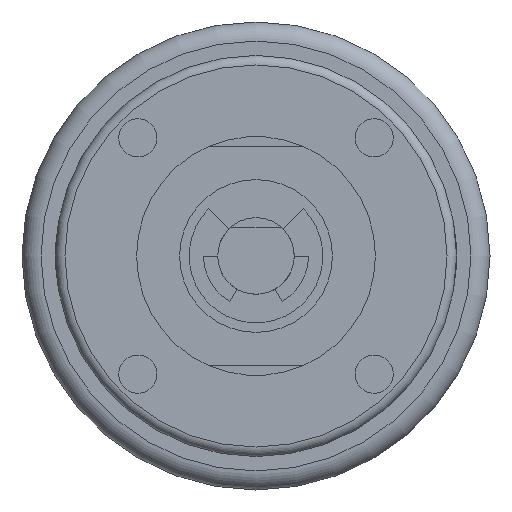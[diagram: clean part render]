
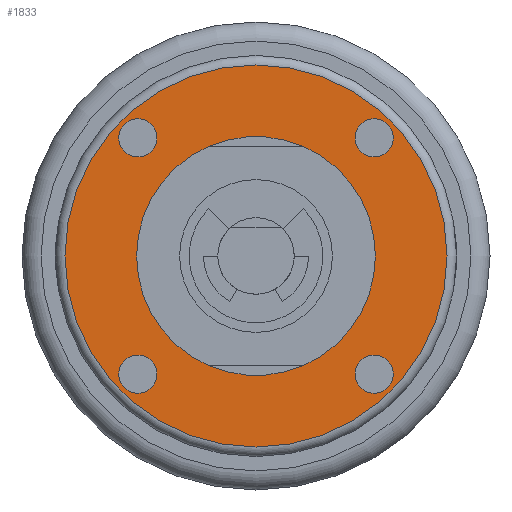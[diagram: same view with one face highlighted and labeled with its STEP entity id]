
A CAD part, front view. The second image highlights one B-rep face of the part: STEP entity #1833.
In plain terms, the highlighted planar face has unit normal (0, -1, 0).
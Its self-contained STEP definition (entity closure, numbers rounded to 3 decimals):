
#1707=CARTESIAN_POINT('',(-20.0,0.0,0.));
#1708=VERTEX_POINT('',#1707);
#1709=CARTESIAN_POINT('',(0.0,0.0,0.0));
#1710=DIRECTION('',(0.0,1.0,0.0));
#1711=DIRECTION('',(1.0,0.0,0.0));
#1712=AXIS2_PLACEMENT_3D('',#1709,#1710,#1711);
#1713=CIRCLE('',#1712,20.0);
#1714=EDGE_CURVE('',#1708,#1708,#1713,.T.);
#1743=CARTESIAN_POINT('',(0.0,0.0,0.0));
#1744=DIRECTION('',(0.0,-1.0,0.0));
#1745=DIRECTION('',(0.0,0.0,-1.0));
#1746=AXIS2_PLACEMENT_3D('',#1743,#1744,#1745);
#1747=PLANE('',#1746);
#1748=ORIENTED_EDGE('',*,*,#1714,.F.);
#1749=EDGE_LOOP('',(#1748));
#1750=FACE_OUTER_BOUND('',#1749,.T.);
#1751=CARTESIAN_POINT('',(4.899,0.0,11.5));
#1752=VERTEX_POINT('',#1751);
#1753=CARTESIAN_POINT('',(4.899,0.0,-11.5));
#1754=VERTEX_POINT('',#1753);
#1755=CARTESIAN_POINT('',(0.0,0.0,0.0));
#1756=DIRECTION('',(0.0,1.0,0.0));
#1757=DIRECTION('',(-1.0,0.0,0.0));
#1758=AXIS2_PLACEMENT_3D('',#1755,#1756,#1757);
#1759=CIRCLE('',#1758,12.5);
#1760=EDGE_CURVE('',#1752,#1754,#1759,.T.);
#1761=ORIENTED_EDGE('',*,*,#1760,.T.);
#1762=CARTESIAN_POINT('',(-4.899,0.0,-11.5));
#1763=VERTEX_POINT('',#1762);
#1764=CARTESIAN_POINT('',(0.0,0.0,0.0));
#1765=DIRECTION('',(0.0,1.0,0.0));
#1766=DIRECTION('',(-1.0,0.0,0.0));
#1767=AXIS2_PLACEMENT_3D('',#1764,#1765,#1766);
#1768=CIRCLE('',#1767,12.5);
#1769=EDGE_CURVE('',#1754,#1763,#1768,.T.);
#1770=ORIENTED_EDGE('',*,*,#1769,.T.);
#1771=CARTESIAN_POINT('',(-4.899,0.0,11.5));
#1772=VERTEX_POINT('',#1771);
#1773=CARTESIAN_POINT('',(0.0,0.0,0.0));
#1774=DIRECTION('',(0.0,1.0,0.0));
#1775=DIRECTION('',(-1.0,0.0,0.0));
#1776=AXIS2_PLACEMENT_3D('',#1773,#1774,#1775);
#1777=CIRCLE('',#1776,12.5);
#1778=EDGE_CURVE('',#1763,#1772,#1777,.T.);
#1779=ORIENTED_EDGE('',*,*,#1778,.T.);
#1780=CARTESIAN_POINT('',(0.0,0.0,0.0));
#1781=DIRECTION('',(0.0,1.0,0.0));
#1782=DIRECTION('',(-1.0,0.0,0.0));
#1783=AXIS2_PLACEMENT_3D('',#1780,#1781,#1782);
#1784=CIRCLE('',#1783,12.5);
#1785=EDGE_CURVE('',#1772,#1752,#1784,.T.);
#1786=ORIENTED_EDGE('',*,*,#1785,.T.);
#1787=EDGE_LOOP('',(#1761,#1770,#1779,#1786));
#1788=FACE_BOUND('',#1787,.T.);
#1789=CARTESIAN_POINT('',(-10.374,0.0,12.374));
#1790=VERTEX_POINT('',#1789);
#1791=CARTESIAN_POINT('',(-12.374,0.0,12.374));
#1792=DIRECTION('',(0.0,1.0,0.0));
#1793=DIRECTION('',(-1.0,0.0,0.0));
#1794=AXIS2_PLACEMENT_3D('',#1791,#1792,#1793);
#1795=CIRCLE('',#1794,2.0);
#1796=EDGE_CURVE('',#1790,#1790,#1795,.T.);
#1797=ORIENTED_EDGE('',*,*,#1796,.T.);
#1798=EDGE_LOOP('',(#1797));
#1799=FACE_BOUND('',#1798,.T.);
#1800=CARTESIAN_POINT('',(12.374,0.0,10.374));
#1801=VERTEX_POINT('',#1800);
#1802=CARTESIAN_POINT('',(12.374,0.0,12.374));
#1803=DIRECTION('',(0.0,1.0,0.0));
#1804=DIRECTION('',(0.0,0.0,1.0));
#1805=AXIS2_PLACEMENT_3D('',#1802,#1803,#1804);
#1806=CIRCLE('',#1805,2.0);
#1807=EDGE_CURVE('',#1801,#1801,#1806,.T.);
#1808=ORIENTED_EDGE('',*,*,#1807,.T.);
#1809=EDGE_LOOP('',(#1808));
#1810=FACE_BOUND('',#1809,.T.);
#1811=CARTESIAN_POINT('',(10.374,0.0,-12.374));
#1812=VERTEX_POINT('',#1811);
#1813=CARTESIAN_POINT('',(12.374,0.0,-12.374));
#1814=DIRECTION('',(0.0,1.0,0.0));
#1815=DIRECTION('',(1.0,0.0,0.0));
#1816=AXIS2_PLACEMENT_3D('',#1813,#1814,#1815);
#1817=CIRCLE('',#1816,2.0);
#1818=EDGE_CURVE('',#1812,#1812,#1817,.T.);
#1819=ORIENTED_EDGE('',*,*,#1818,.T.);
#1820=EDGE_LOOP('',(#1819));
#1821=FACE_BOUND('',#1820,.T.);
#1822=CARTESIAN_POINT('',(-12.374,0.0,-10.374));
#1823=VERTEX_POINT('',#1822);
#1824=CARTESIAN_POINT('',(-12.374,0.0,-12.374));
#1825=DIRECTION('',(0.0,1.0,0.0));
#1826=DIRECTION('',(0.0,0.0,-1.0));
#1827=AXIS2_PLACEMENT_3D('',#1824,#1825,#1826);
#1828=CIRCLE('',#1827,2.0);
#1829=EDGE_CURVE('',#1823,#1823,#1828,.T.);
#1830=ORIENTED_EDGE('',*,*,#1829,.T.);
#1831=EDGE_LOOP('',(#1830));
#1832=FACE_BOUND('',#1831,.T.);
#1833=ADVANCED_FACE('',(#1750,#1788,#1799,#1810,#1821,#1832),#1747,.T.);
